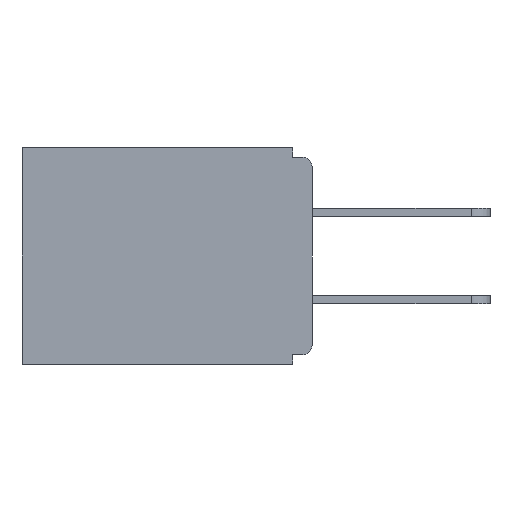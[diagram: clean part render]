
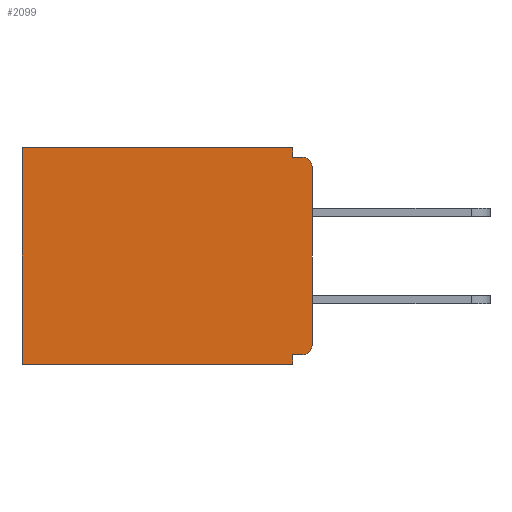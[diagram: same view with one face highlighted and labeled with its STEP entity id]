
A CAD part, left-side view. The second image highlights one B-rep face of the part: STEP entity #2099.
In plain terms, the highlighted planar face has unit normal (-1, 0, 0).
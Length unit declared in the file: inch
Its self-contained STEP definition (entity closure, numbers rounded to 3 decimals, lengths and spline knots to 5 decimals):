
#264 = EDGE_CURVE ( 'NONE', #5830, #8360, #3206, .T. ) ;
#363 = CARTESIAN_POINT ( 'NONE',  ( 0.298, 0.031, -0.015 ) ) ;
#413 = DIRECTION ( 'NONE',  ( 0., 1., 0. ) ) ;
#443 = CARTESIAN_POINT ( 'NONE',  ( 0.298, 0.015, -0.03 ) ) ;
#518 = CARTESIAN_POINT ( 'NONE',  ( 0.298, 0.031, -0.328 ) ) ;
#677 = VERTEX_POINT ( 'NONE', #3651 ) ;
#945 = VERTEX_POINT ( 'NONE', #9368 ) ;
#1010 = VECTOR ( 'NONE', #8724, 39.37008 ) ;
#1111 = VECTOR ( 'NONE', #5941, 39.37008 ) ;
#1133 = DIRECTION ( 'NONE',  ( 0., 1., 0. ) ) ;
#1232 = CARTESIAN_POINT ( 'NONE',  ( 0.298, 0., -0.328 ) ) ;
#1247 = CARTESIAN_POINT ( 'NONE',  ( 0.298, 0.031, 0. ) ) ;
#1325 = LINE ( 'NONE', #3512, #2876 ) ;
#1648 = AXIS2_PLACEMENT_3D ( 'NONE', #8663, #10193, #9407 ) ;
#1680 = LINE ( 'NONE', #2446, #10383 ) ;
#1715 = DIRECTION ( 'NONE',  ( 0., 0., -1. ) ) ;
#1745 = DIRECTION ( 'NONE',  ( 0., 0., -1. ) ) ;
#1786 = EDGE_CURVE ( 'NONE', #2893, #10087, #10063, .T. ) ;
#2046 = CARTESIAN_POINT ( 'NONE',  ( 0.298, 0., 0. ) ) ;
#2099 = ADVANCED_FACE ( 'NONE', ( #7901 ), #9279, .F. ) ;
#2117 = EDGE_LOOP ( 'NONE', ( #8712, #9388, #4695, #6441, #9971, #4694, #5030, #6576, #3365, #4272 ) ) ;
#2365 = VECTOR ( 'NONE', #1715, 39.37008 ) ;
#2446 = CARTESIAN_POINT ( 'NONE',  ( 0.298, 0.031, -0.343 ) ) ;
#2454 = EDGE_CURVE ( 'NONE', #945, #3822, #7007, .T. ) ;
#2610 = VECTOR ( 'NONE', #413, 39.37008 ) ;
#2808 = DIRECTION ( 'NONE',  ( 1., 0., 0. ) ) ;
#2876 = VECTOR ( 'NONE', #6876, 39.37008 ) ;
#2893 = VERTEX_POINT ( 'NONE', #363 ) ;
#3178 = EDGE_CURVE ( 'NONE', #3926, #3822, #1325, .T. ) ;
#3206 = LINE ( 'NONE', #1232, #7947 ) ;
#3233 = CARTESIAN_POINT ( 'NONE',  ( 0.298, 0.46, -0.343 ) ) ;
#3356 = CARTESIAN_POINT ( 'NONE',  ( 0.298, 0., 0. ) ) ;
#3365 = ORIENTED_EDGE ( 'NONE', *, *, #7506, .T. ) ;
#3483 = LINE ( 'NONE', #6122, #2610 ) ;
#3512 = CARTESIAN_POINT ( 'NONE',  ( 0.298, 0., -0.343 ) ) ;
#3651 = CARTESIAN_POINT ( 'NONE',  ( 0.298, 0., -0.03 ) ) ;
#3822 = VERTEX_POINT ( 'NONE', #3233 ) ;
#3834 = CARTESIAN_POINT ( 'NONE',  ( 0.298, 0.031, -0.343 ) ) ;
#3926 = VERTEX_POINT ( 'NONE', #9834 ) ;
#4048 = CARTESIAN_POINT ( 'NONE',  ( 0.298, 0., -0.313 ) ) ;
#4107 = EDGE_CURVE ( 'NONE', #8265, #945, #3483, .T. ) ;
#4272 = ORIENTED_EDGE ( 'NONE', *, *, #5911, .F. ) ;
#4694 = ORIENTED_EDGE ( 'NONE', *, *, #3178, .F. ) ;
#4695 = ORIENTED_EDGE ( 'NONE', *, *, #4912, .F. ) ;
#4706 = DIRECTION ( 'NONE',  ( 0., 0., -1. ) ) ;
#4912 = EDGE_CURVE ( 'NONE', #8265, #2893, #1680, .T. ) ;
#5030 = ORIENTED_EDGE ( 'NONE', *, *, #6720, .F. ) ;
#5289 = DIRECTION ( 'NONE',  ( 0., 0., -1. ) ) ;
#5448 = VERTEX_POINT ( 'NONE', #4048 ) ;
#5630 = CIRCLE ( 'NONE', #6548, 0.015 ) ;
#5738 = EDGE_CURVE ( 'NONE', #677, #10087, #5630, .T. ) ;
#5830 = VERTEX_POINT ( 'NONE', #8940 ) ;
#5905 = CIRCLE ( 'NONE', #1648, 0.015 ) ;
#5911 = EDGE_CURVE ( 'NONE', #677, #5448, #9099, .T. ) ;
#5941 = DIRECTION ( 'NONE',  ( 0., -1., 0. ) ) ;
#6122 = CARTESIAN_POINT ( 'NONE',  ( 0.298, 0., 0. ) ) ;
#6141 = LINE ( 'NONE', #3834, #1010 ) ;
#6441 = ORIENTED_EDGE ( 'NONE', *, *, #4107, .T. ) ;
#6505 = CARTESIAN_POINT ( 'NONE',  ( 0.298, 0.015, -0.015 ) ) ;
#6548 = AXIS2_PLACEMENT_3D ( 'NONE', #443, #7058, #4706 ) ;
#6576 = ORIENTED_EDGE ( 'NONE', *, *, #264, .F. ) ;
#6636 = VECTOR ( 'NONE', #1745, 39.37008 ) ;
#6720 = EDGE_CURVE ( 'NONE', #8360, #3926, #6141, .T. ) ;
#6876 = DIRECTION ( 'NONE',  ( 0., 1., 0. ) ) ;
#7007 = LINE ( 'NONE', #9064, #2365 ) ;
#7058 = DIRECTION ( 'NONE',  ( -1., 0., 0. ) ) ;
#7506 = EDGE_CURVE ( 'NONE', #5830, #5448, #5905, .T. ) ;
#7901 = FACE_OUTER_BOUND ( 'NONE', #2117, .T. ) ;
#7947 = VECTOR ( 'NONE', #1133, 39.37008 ) ;
#8225 = AXIS2_PLACEMENT_3D ( 'NONE', #2046, #2808, #5289 ) ;
#8265 = VERTEX_POINT ( 'NONE', #1247 ) ;
#8360 = VERTEX_POINT ( 'NONE', #518 ) ;
#8663 = CARTESIAN_POINT ( 'NONE',  ( 0.298, 0.015, -0.313 ) ) ;
#8712 = ORIENTED_EDGE ( 'NONE', *, *, #5738, .T. ) ;
#8724 = DIRECTION ( 'NONE',  ( 0., 0., -1. ) ) ;
#8940 = CARTESIAN_POINT ( 'NONE',  ( 0.298, 0.015, -0.328 ) ) ;
#9064 = CARTESIAN_POINT ( 'NONE',  ( 0.298, 0.46, 0. ) ) ;
#9099 = LINE ( 'NONE', #3356, #6636 ) ;
#9279 = PLANE ( 'NONE',  #8225 ) ;
#9368 = CARTESIAN_POINT ( 'NONE',  ( 0.298, 0.46, 0. ) ) ;
#9388 = ORIENTED_EDGE ( 'NONE', *, *, #1786, .F. ) ;
#9407 = DIRECTION ( 'NONE',  ( 0., 0., -1. ) ) ;
#9807 = DIRECTION ( 'NONE',  ( 0., 0., -1. ) ) ;
#9834 = CARTESIAN_POINT ( 'NONE',  ( 0.298, 0.031, -0.343 ) ) ;
#9919 = CARTESIAN_POINT ( 'NONE',  ( 0.298, 0., -0.015 ) ) ;
#9971 = ORIENTED_EDGE ( 'NONE', *, *, #2454, .T. ) ;
#10063 = LINE ( 'NONE', #9919, #1111 ) ;
#10087 = VERTEX_POINT ( 'NONE', #6505 ) ;
#10193 = DIRECTION ( 'NONE',  ( -1., 0., 0. ) ) ;
#10383 = VECTOR ( 'NONE', #9807, 39.37008 ) ;
